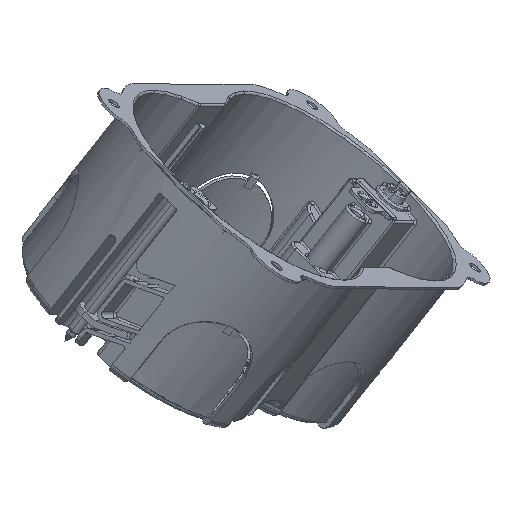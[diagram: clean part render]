
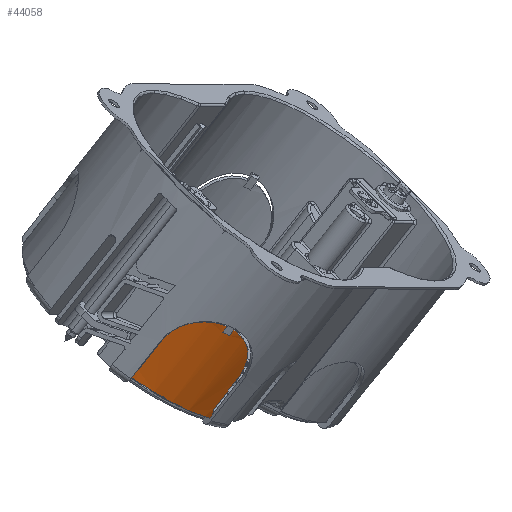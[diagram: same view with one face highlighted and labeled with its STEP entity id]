
A CAD part, isometric view. The second image highlights one B-rep face of the part: STEP entity #44058.
In plain terms, the highlighted cylindrical face has radius 32.3 mm (diameter 64.6 mm), a partial arc.
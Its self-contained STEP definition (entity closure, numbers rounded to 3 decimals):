
#9640=CARTESIAN_POINT('Vertex',(-50.631,-16.728,-41.4)) ;
#9824=CARTESIAN_POINT('Vertex',(-31.464,-31.171,-41.4)) ;
#33761=CARTESIAN_POINT('Line Origine',(-50.177,-17.455,-36.095)) ;
#33765=CARTESIAN_POINT('Vertex',(-50.177,-17.455,-40.6)) ;
#33767=CARTESIAN_POINT('Vertex',(-50.177,-17.455,-31.59)) ;
#33815=CARTESIAN_POINT('Control Point',(-50.177,-17.455,-31.59)) ;
#33816=CARTESIAN_POINT('Control Point',(-50.177,-17.455,-30.117)) ;
#33817=CARTESIAN_POINT('Control Point',(-50.038,-17.672,-28.645)) ;
#33818=CARTESIAN_POINT('Control Point',(-49.759,-18.107,-27.235)) ;
#33819=CARTESIAN_POINT('Control Point',(-48.813,-19.485,-24.288)) ;
#33820=CARTESIAN_POINT('Control Point',(-47.165,-21.514,-22.092)) ;
#33821=CARTESIAN_POINT('Control Point',(-46.025,-22.762,-21.164)) ;
#33822=CARTESIAN_POINT('Control Point',(-44.682,-24.014,-20.609)) ;
#33823=CARTESIAN_POINT('Control Point',(-43.228,-25.182,-20.444)) ;
#33824=CARTESIAN_POINT('Vertex',(-43.228,-25.182,-20.444)) ;
#33890=CARTESIAN_POINT('Control Point',(-32.288,-30.936,-31.59)) ;
#33891=CARTESIAN_POINT('Control Point',(-32.288,-30.936,-30.117)) ;
#33892=CARTESIAN_POINT('Control Point',(-32.535,-30.862,-28.645)) ;
#33893=CARTESIAN_POINT('Control Point',(-33.03,-30.713,-27.235)) ;
#33894=CARTESIAN_POINT('Control Point',(-34.615,-30.184,-24.288)) ;
#33895=CARTESIAN_POINT('Control Point',(-37.02,-29.159,-22.092)) ;
#33896=CARTESIAN_POINT('Control Point',(-38.534,-28.407,-21.164)) ;
#33897=CARTESIAN_POINT('Control Point',(-40.107,-27.461,-20.609)) ;
#33898=CARTESIAN_POINT('Control Point',(-41.631,-26.385,-20.444)) ;
#33899=CARTESIAN_POINT('Vertex',(-41.631,-26.385,-20.444)) ;
#33901=CARTESIAN_POINT('Vertex',(-32.288,-30.936,-31.59)) ;
#33943=CARTESIAN_POINT('Vertex',(-32.288,-30.936,-40.6)) ;
#33953=CARTESIAN_POINT('Line Origine',(-32.288,-30.936,-36.095)) ;
#39788=CARTESIAN_POINT('Control Point',(-50.631,-16.728,-41.4)) ;
#39789=CARTESIAN_POINT('Control Point',(-50.483,-16.973,-41.134)) ;
#39790=CARTESIAN_POINT('Control Point',(-50.331,-17.215,-40.867)) ;
#39791=CARTESIAN_POINT('Control Point',(-50.177,-17.455,-40.6)) ;
#40206=CARTESIAN_POINT('Control Point',(-31.464,-31.171,-41.4)) ;
#40207=CARTESIAN_POINT('Control Point',(-31.74,-31.096,-41.134)) ;
#40208=CARTESIAN_POINT('Control Point',(-32.015,-31.018,-40.867)) ;
#40209=CARTESIAN_POINT('Control Point',(-32.288,-30.936,-40.6)) ;
#43929=CARTESIAN_POINT('Line Origine',(-43.228,-25.182,-20.4)) ;
#43933=CARTESIAN_POINT('Vertex',(-43.228,-25.182,-22.2)) ;
#43936=CARTESIAN_POINT('Axis2P3D Location',(-23.,0.,-22.2)) ;
#43940=CARTESIAN_POINT('Vertex',(-41.631,-26.385,-22.2)) ;
#43943=CARTESIAN_POINT('Line Origine',(-41.631,-26.385,-20.4)) ;
#43972=CARTESIAN_POINT('Axis2P3D Location',(-23.,0.,-31.75)) ;
#43977=CARTESIAN_POINT('Line Origine',(-31.464,-31.171,-31.75)) ;
#43981=CARTESIAN_POINT('Vertex',(-31.464,-31.171,-42.8)) ;
#43984=CARTESIAN_POINT('Line Origine',(-50.631,-16.728,-31.75)) ;
#43988=CARTESIAN_POINT('Vertex',(-50.631,-16.728,-42.8)) ;
#43991=CARTESIAN_POINT('Line Origine',(-50.631,-16.728,-31.75)) ;
#43995=CARTESIAN_POINT('Vertex',(-50.631,-16.728,-43.1)) ;
#43998=CARTESIAN_POINT('Axis2P3D Location',(-23.,0.,-43.1)) ;
#44002=CARTESIAN_POINT('Vertex',(-50.177,-17.455,-43.1)) ;
#44005=CARTESIAN_POINT('Axis2P3D Location',(-23.,0.,-43.1)) ;
#44009=CARTESIAN_POINT('Vertex',(-49.59,-18.337,-43.1)) ;
#44012=CARTESIAN_POINT('Axis2P3D Location',(-23.,0.,-43.1)) ;
#44016=CARTESIAN_POINT('Vertex',(-33.298,-30.614,-43.1)) ;
#44019=CARTESIAN_POINT('Axis2P3D Location',(-23.,0.,-43.1)) ;
#44023=CARTESIAN_POINT('Vertex',(-32.288,-30.936,-43.1)) ;
#44026=CARTESIAN_POINT('Axis2P3D Location',(-23.,0.,-43.1)) ;
#44030=CARTESIAN_POINT('Vertex',(-31.464,-31.171,-43.1)) ;
#44033=CARTESIAN_POINT('Line Origine',(-31.464,-31.171,-31.75)) ;
#33762=DIRECTION('Vector Direction',(0.,0.,1.)) ;
#33954=DIRECTION('Vector Direction',(0.,0.,1.)) ;
#43930=DIRECTION('Vector Direction',(0.,0.,-1.)) ;
#43937=DIRECTION('Axis2P3D Direction',(0.,0.,-1.)) ;
#43944=DIRECTION('Vector Direction',(0.,0.,-1.)) ;
#43973=DIRECTION('Axis2P3D Direction',(0.,0.,-1.)) ;
#43974=DIRECTION('Axis2P3D XDirection',(-0.288,-0.958,0.)) ;
#43978=DIRECTION('Vector Direction',(0.,0.,-1.)) ;
#43985=DIRECTION('Vector Direction',(0.,0.,-1.)) ;
#43992=DIRECTION('Vector Direction',(0.,0.,-1.)) ;
#43999=DIRECTION('Axis2P3D Direction',(0.,0.,-1.)) ;
#44006=DIRECTION('Axis2P3D Direction',(0.,0.,-1.)) ;
#44013=DIRECTION('Axis2P3D Direction',(0.,0.,-1.)) ;
#44020=DIRECTION('Axis2P3D Direction',(0.,0.,-1.)) ;
#44027=DIRECTION('Axis2P3D Direction',(0.,0.,-1.)) ;
#44034=DIRECTION('Vector Direction',(0.,0.,-1.)) ;
#43938=AXIS2_PLACEMENT_3D('Circle Axis2P3D',#43936,#43937,$) ;
#43975=AXIS2_PLACEMENT_3D('Cylinder Axis2P3D',#43972,#43973,#43974) ;
#44000=AXIS2_PLACEMENT_3D('Circle Axis2P3D',#43998,#43999,$) ;
#44007=AXIS2_PLACEMENT_3D('Circle Axis2P3D',#44005,#44006,$) ;
#44014=AXIS2_PLACEMENT_3D('Circle Axis2P3D',#44012,#44013,$) ;
#44021=AXIS2_PLACEMENT_3D('Circle Axis2P3D',#44019,#44020,$) ;
#44028=AXIS2_PLACEMENT_3D('Circle Axis2P3D',#44026,#44027,$) ;
#44039=ORIENTED_EDGE('',*,*,#43983,.F.) ;
#44040=ORIENTED_EDGE('',*,*,#40210,.T.) ;
#44041=ORIENTED_EDGE('',*,*,#33957,.T.) ;
#44042=ORIENTED_EDGE('',*,*,#33903,.F.) ;
#44043=ORIENTED_EDGE('',*,*,#43947,.T.) ;
#44044=ORIENTED_EDGE('',*,*,#43942,.T.) ;
#44045=ORIENTED_EDGE('',*,*,#43935,.F.) ;
#44046=ORIENTED_EDGE('',*,*,#33826,.F.) ;
#44047=ORIENTED_EDGE('',*,*,#33769,.F.) ;
#44048=ORIENTED_EDGE('',*,*,#39792,.T.) ;
#44049=ORIENTED_EDGE('',*,*,#43990,.T.) ;
#44050=ORIENTED_EDGE('',*,*,#43997,.F.) ;
#44051=ORIENTED_EDGE('',*,*,#44004,.T.) ;
#44052=ORIENTED_EDGE('',*,*,#44011,.T.) ;
#44053=ORIENTED_EDGE('',*,*,#44018,.F.) ;
#44054=ORIENTED_EDGE('',*,*,#44025,.F.) ;
#44055=ORIENTED_EDGE('',*,*,#44032,.F.) ;
#44056=ORIENTED_EDGE('',*,*,#44037,.T.) ;
#33763=VECTOR('Line Direction',#33762,1.) ;
#33955=VECTOR('Line Direction',#33954,1.) ;
#43931=VECTOR('Line Direction',#43930,1.) ;
#43945=VECTOR('Line Direction',#43944,1.) ;
#43979=VECTOR('Line Direction',#43978,1.) ;
#43986=VECTOR('Line Direction',#43985,1.) ;
#43993=VECTOR('Line Direction',#43992,1.) ;
#44035=VECTOR('Line Direction',#44034,1.) ;
#44058=ADVANCED_FACE('PartBody',(#44057),#43976,.T.) ;
#33814=B_SPLINE_CURVE_WITH_KNOTS('',5,(#33815,#33816,#33817,#33818,#33819,#33820,#33821,#33822,#33823),.UNSPECIFIED.,.F.,.U.,(6,3,6),(0.,10.413,23.653),.UNSPECIFIED.) ;
#33889=B_SPLINE_CURVE_WITH_KNOTS('',5,(#33890,#33891,#33892,#33893,#33894,#33895,#33896,#33897,#33898),.UNSPECIFIED.,.F.,.U.,(6,3,6),(0.,10.413,23.653),.UNSPECIFIED.) ;
#39787=B_SPLINE_CURVE_WITH_KNOTS('',3,(#39788,#39789,#39790,#39791),.UNSPECIFIED.,.F.,.U.,(4,4),(0.416,2.074),.UNSPECIFIED.) ;
#40205=B_SPLINE_CURVE_WITH_KNOTS('',3,(#40206,#40207,#40208,#40209),.UNSPECIFIED.,.F.,.U.,(4,4),(0.416,2.074),.UNSPECIFIED.) ;
#43939=CIRCLE('generated circle',#43938,32.3) ;
#44001=CIRCLE('generated circle',#44000,32.3) ;
#44008=CIRCLE('generated circle',#44007,32.3) ;
#44015=CIRCLE('generated circle',#44014,32.3) ;
#44022=CIRCLE('generated circle',#44021,32.3) ;
#44029=CIRCLE('generated circle',#44028,32.3) ;
#43976=CYLINDRICAL_SURFACE('generated cylinder',#43975,32.3) ;
#33769=EDGE_CURVE('',#33766,#33768,#33764,.T.) ;
#33826=EDGE_CURVE('',#33768,#33825,#33814,.T.) ;
#33903=EDGE_CURVE('',#33900,#33902,#33889,.F.) ;
#33957=EDGE_CURVE('',#33944,#33902,#33956,.T.) ;
#39792=EDGE_CURVE('',#33766,#9641,#39787,.F.) ;
#40210=EDGE_CURVE('',#9825,#33944,#40205,.T.) ;
#43935=EDGE_CURVE('',#33825,#43934,#43932,.T.) ;
#43942=EDGE_CURVE('',#43941,#43934,#43939,.T.) ;
#43947=EDGE_CURVE('',#33900,#43941,#43946,.T.) ;
#43983=EDGE_CURVE('',#9825,#43982,#43980,.T.) ;
#43990=EDGE_CURVE('',#9641,#43989,#43987,.T.) ;
#43997=EDGE_CURVE('',#43996,#43989,#43994,.F.) ;
#44004=EDGE_CURVE('',#43996,#44003,#44001,.F.) ;
#44011=EDGE_CURVE('',#44003,#44010,#44008,.F.) ;
#44018=EDGE_CURVE('',#44017,#44010,#44015,.T.) ;
#44025=EDGE_CURVE('',#44024,#44017,#44022,.T.) ;
#44032=EDGE_CURVE('',#44031,#44024,#44029,.T.) ;
#44037=EDGE_CURVE('',#44031,#43982,#44036,.F.) ;
#44038=EDGE_LOOP('',(#44039,#44040,#44041,#44042,#44043,#44044,#44045,#44046,#44047,#44048,#44049,#44050,#44051,#44052,#44053,#44054,#44055,#44056)) ;
#44057=FACE_OUTER_BOUND('',#44038,.T.) ;
#33764=LINE('Line',#33761,#33763) ;
#33956=LINE('Line',#33953,#33955) ;
#43932=LINE('Line',#43929,#43931) ;
#43946=LINE('Line',#43943,#43945) ;
#43980=LINE('Line',#43977,#43979) ;
#43987=LINE('Line',#43984,#43986) ;
#43994=LINE('Line',#43991,#43993) ;
#44036=LINE('Line',#44033,#44035) ;
#9641=VERTEX_POINT('',#9640) ;
#9825=VERTEX_POINT('',#9824) ;
#33766=VERTEX_POINT('',#33765) ;
#33768=VERTEX_POINT('',#33767) ;
#33825=VERTEX_POINT('',#33824) ;
#33900=VERTEX_POINT('',#33899) ;
#33902=VERTEX_POINT('',#33901) ;
#33944=VERTEX_POINT('',#33943) ;
#43934=VERTEX_POINT('',#43933) ;
#43941=VERTEX_POINT('',#43940) ;
#43982=VERTEX_POINT('',#43981) ;
#43989=VERTEX_POINT('',#43988) ;
#43996=VERTEX_POINT('',#43995) ;
#44003=VERTEX_POINT('',#44002) ;
#44010=VERTEX_POINT('',#44009) ;
#44017=VERTEX_POINT('',#44016) ;
#44024=VERTEX_POINT('',#44023) ;
#44031=VERTEX_POINT('',#44030) ;
